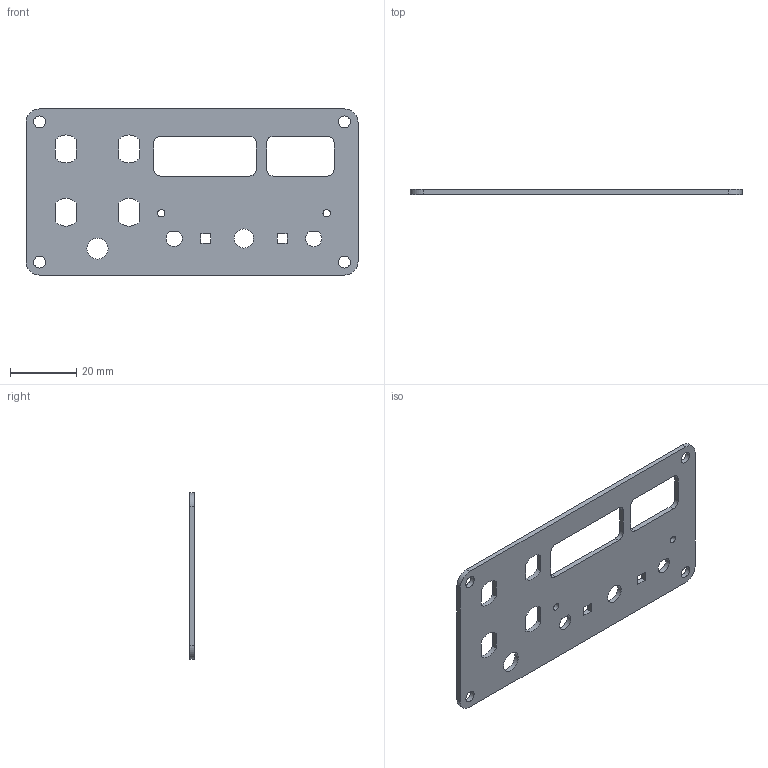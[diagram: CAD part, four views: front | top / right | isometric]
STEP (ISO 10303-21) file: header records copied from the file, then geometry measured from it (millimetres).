
FILE_DESCRIPTION(/* description */ (''),/* implementation_level */ '2;1');
FILE_NAME(/* name */ 'front_face_plate v19.step',/* time_stamp */ '2022-07-15T00:27:52-06:00',/* author */ (''),/* organization */ (''),/* preprocessor_version */ 'ST-DEVELOPER v19',/* originating_system */ 'Autodesk Translation Framework v11.7.0.108',/* authorisation */ '');
FILE_SCHEMA (('AUTOMOTIVE_DESIGN { 1 0 10303 214 3 1 1 }'));
Length unit declared in the file: millimetre
Products named in the file (1): front_face_plate
Bounding box: 100 x 1.5 x 50.02 mm (x, y, z)
Volume: 6045.5 mm3; surface area: 9095.1 mm2
Topology: 1 solids, 1 shells, 62 faces, 180 edges, 120 vertices
Faces by surface type: plane 32, cylinder 30
Full cylindrical faces by diameter (mm): 2.2 x2, 3.6 x4, 5.8 x1, 6.35 x1
Entity records: 2169 total; most frequent: DIRECTION 366, CARTESIAN_POINT 363, ORIENTED_EDGE 360, EDGE_CURVE 180, AXIS2_PLACEMENT_3D 123, LINE 120, VECTOR 120, VERTEX_POINT 120
